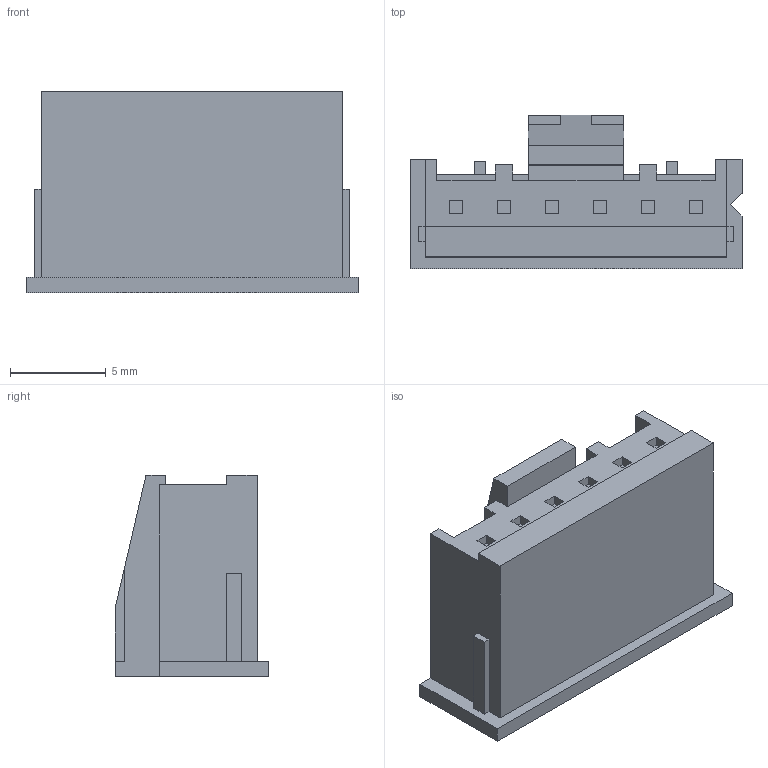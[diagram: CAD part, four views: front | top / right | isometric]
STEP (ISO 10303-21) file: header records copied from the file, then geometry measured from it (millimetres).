
FILE_DESCRIPTION (( 'STEP AP214' ), '1' );
FILE_NAME ('XARP-06V.STEP', '2012-04-09T07:05:32', ( 'root' ), ( 'Hewlett-Packard Company' ), 'SwSTEP 2.0', 'SolidWorks 2009', '' );
FILE_SCHEMA (( 'AUTOMOTIVE_DESIGN' ));
Length unit declared in the file: millimetre
Products named in the file (1): XARP-06V
Bounding box: 17.3 x 8 x 10.5 mm (x, y, z)
Volume: 781.8 mm3; surface area: 858.7 mm2
Topology: 1 solids, 1 shells, 124 faces, 322 edges, 214 vertices
Faces by surface type: plane 124
Entity records: 5108 total; most frequent: CARTESIAN_POINT 661, ORIENTED_EDGE 644, DIRECTION 572, EDGE_CURVE 322, VECTOR 322, LINE 322, VERTEX_POINT 214, EDGE_LOOP 138
